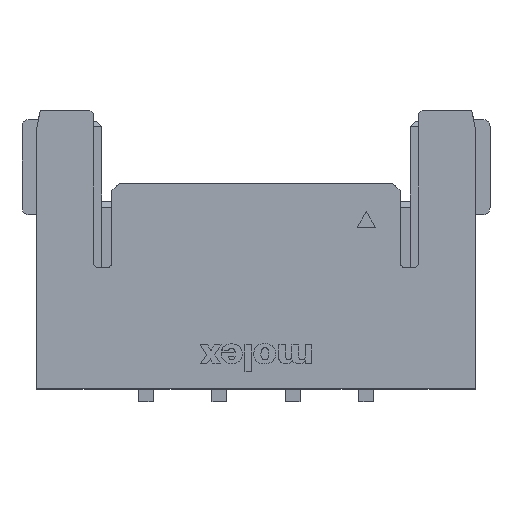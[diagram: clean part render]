
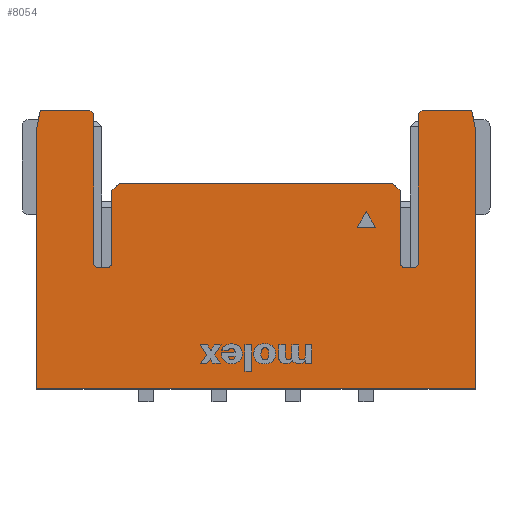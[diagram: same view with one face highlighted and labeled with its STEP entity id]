
A CAD part, top view. The second image highlights one B-rep face of the part: STEP entity #8054.
In plain terms, the highlighted planar face has unit normal (0, 0, 1).
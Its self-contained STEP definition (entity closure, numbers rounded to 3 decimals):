
#333=FACE_BOUND('',#969,.T.);
#340=CIRCLE('',#8644,0.15);
#342=CIRCLE('',#8648,0.15);
#344=CIRCLE('',#8656,0.15);
#346=CIRCLE('',#8660,0.15);
#525=FACE_OUTER_BOUND('',#968,.T.);
#968=EDGE_LOOP('',(#5492,#5493,#5494,#5495,#5496,#5497,#5498,#5499,#5500,
#5501,#5502,#5503,#5504,#5505,#5506,#5507,#5508,#5509,#5510,#5511,#5512,
#5513));
#969=EDGE_LOOP('',(#5514,#5515,#5516));
#1446=LINE('',#11354,#2414);
#1449=LINE('',#11359,#2417);
#1450=LINE('',#11361,#2418);
#1452=LINE('',#11367,#2420);
#1458=LINE('',#11384,#2426);
#1462=LINE('',#11396,#2430);
#1466=LINE('',#11402,#2434);
#1470=LINE('',#11411,#2438);
#1474=LINE('',#11418,#2442);
#1477=LINE('',#11429,#2445);
#1491=LINE('',#11461,#2459);
#1497=LINE('',#11472,#2465);
#1500=LINE('',#11478,#2468);
#1502=LINE('',#11481,#2470);
#1503=LINE('',#11483,#2471);
#1505=LINE('',#11487,#2473);
#1506=LINE('',#11489,#2474);
#1507=LINE('',#11491,#2475);
#1508=LINE('',#11493,#2476);
#1509=LINE('',#11495,#2477);
#1510=LINE('',#11496,#2478);
#2414=VECTOR('',#9263,10.);
#2417=VECTOR('',#9268,10.);
#2418=VECTOR('',#9271,10.);
#2420=VECTOR('',#9275,10.);
#2426=VECTOR('',#9289,10.);
#2430=VECTOR('',#9301,10.);
#2434=VECTOR('',#9307,10.);
#2438=VECTOR('',#9315,10.);
#2442=VECTOR('',#9321,10.);
#2445=VECTOR('',#9332,10.);
#2459=VECTOR('',#9360,10.);
#2465=VECTOR('',#9370,10.);
#2468=VECTOR('',#9375,10.);
#2470=VECTOR('',#9379,10.);
#2471=VECTOR('',#9382,10.);
#2473=VECTOR('',#9386,10.);
#2474=VECTOR('',#9387,10.);
#2475=VECTOR('',#9388,10.);
#2476=VECTOR('',#9389,10.);
#2477=VECTOR('',#9390,10.);
#2478=VECTOR('',#9391,10.);
#3374=VERTEX_POINT('',#11351);
#3375=VERTEX_POINT('',#11353);
#3376=VERTEX_POINT('',#11357);
#3378=VERTEX_POINT('',#11364);
#3379=VERTEX_POINT('',#11366);
#3381=VERTEX_POINT('',#11372);
#3383=VERTEX_POINT('',#11375);
#3385=VERTEX_POINT('',#11381);
#3387=VERTEX_POINT('',#11387);
#3389=VERTEX_POINT('',#11393);
#3393=VERTEX_POINT('',#11408);
#3396=VERTEX_POINT('',#11416);
#3397=VERTEX_POINT('',#11420);
#3399=VERTEX_POINT('',#11426);
#3401=VERTEX_POINT('',#11432);
#3410=VERTEX_POINT('',#11458);
#3411=VERTEX_POINT('',#11460);
#3414=VERTEX_POINT('',#11471);
#3415=VERTEX_POINT('',#11475);
#3416=VERTEX_POINT('',#11477);
#3417=VERTEX_POINT('',#11486);
#3418=VERTEX_POINT('',#11488);
#3419=VERTEX_POINT('',#11490);
#3420=VERTEX_POINT('',#11492);
#3421=VERTEX_POINT('',#11494);
#4168=EDGE_CURVE('',#3374,#3375,#1446,.T.);
#4171=EDGE_CURVE('',#3375,#3376,#1449,.T.);
#4172=EDGE_CURVE('',#3376,#3374,#1450,.T.);
#4174=EDGE_CURVE('',#3379,#3378,#1452,.T.);
#4178=EDGE_CURVE('',#3381,#3383,#340,.T.);
#4182=EDGE_CURVE('',#3385,#3381,#1458,.T.);
#4185=EDGE_CURVE('',#3387,#3385,#342,.T.);
#4188=EDGE_CURVE('',#3389,#3387,#1462,.T.);
#4192=EDGE_CURVE('',#3379,#3389,#1466,.T.);
#4196=EDGE_CURVE('',#3393,#3378,#1470,.T.);
#4200=EDGE_CURVE('',#3396,#3393,#1474,.T.);
#4202=EDGE_CURVE('',#3397,#3396,#344,.T.);
#4205=EDGE_CURVE('',#3399,#3397,#1477,.T.);
#4208=EDGE_CURVE('',#3401,#3399,#346,.T.);
#4221=EDGE_CURVE('',#3411,#3410,#1491,.T.);
#4227=EDGE_CURVE('',#3414,#3411,#1497,.T.);
#4230=EDGE_CURVE('',#3415,#3416,#1500,.T.);
#4232=EDGE_CURVE('',#3415,#3414,#1502,.T.);
#4233=EDGE_CURVE('',#3416,#3401,#1503,.T.);
#4235=EDGE_CURVE('',#3410,#3417,#1505,.T.);
#4236=EDGE_CURVE('',#3417,#3418,#1506,.T.);
#4237=EDGE_CURVE('',#3418,#3419,#1507,.T.);
#4238=EDGE_CURVE('',#3419,#3420,#1508,.T.);
#4239=EDGE_CURVE('',#3421,#3420,#1509,.T.);
#4240=EDGE_CURVE('',#3383,#3421,#1510,.T.);
#5492=ORIENTED_EDGE('',*,*,#4233,.F.);
#5493=ORIENTED_EDGE('',*,*,#4230,.F.);
#5494=ORIENTED_EDGE('',*,*,#4232,.T.);
#5495=ORIENTED_EDGE('',*,*,#4227,.T.);
#5496=ORIENTED_EDGE('',*,*,#4221,.T.);
#5497=ORIENTED_EDGE('',*,*,#4235,.T.);
#5498=ORIENTED_EDGE('',*,*,#4236,.T.);
#5499=ORIENTED_EDGE('',*,*,#4237,.T.);
#5500=ORIENTED_EDGE('',*,*,#4238,.T.);
#5501=ORIENTED_EDGE('',*,*,#4239,.F.);
#5502=ORIENTED_EDGE('',*,*,#4240,.F.);
#5503=ORIENTED_EDGE('',*,*,#4178,.F.);
#5504=ORIENTED_EDGE('',*,*,#4182,.F.);
#5505=ORIENTED_EDGE('',*,*,#4185,.F.);
#5506=ORIENTED_EDGE('',*,*,#4188,.F.);
#5507=ORIENTED_EDGE('',*,*,#4192,.F.);
#5508=ORIENTED_EDGE('',*,*,#4174,.T.);
#5509=ORIENTED_EDGE('',*,*,#4196,.F.);
#5510=ORIENTED_EDGE('',*,*,#4200,.F.);
#5511=ORIENTED_EDGE('',*,*,#4202,.F.);
#5512=ORIENTED_EDGE('',*,*,#4205,.F.);
#5513=ORIENTED_EDGE('',*,*,#4208,.F.);
#5514=ORIENTED_EDGE('',*,*,#4172,.F.);
#5515=ORIENTED_EDGE('',*,*,#4171,.F.);
#5516=ORIENTED_EDGE('',*,*,#4168,.F.);
#7730=PLANE('',#8671);
#8054=ADVANCED_FACE('',(#525,#333),#7730,.T.);
#8644=AXIS2_PLACEMENT_3D('',#11376,#9281,#9282);
#8648=AXIS2_PLACEMENT_3D('',#11390,#9294,#9295);
#8656=AXIS2_PLACEMENT_3D('',#11423,#9325,#9326);
#8660=AXIS2_PLACEMENT_3D('',#11435,#9337,#9338);
#8671=AXIS2_PLACEMENT_3D('',#11485,#9384,#9385);
#9263=DIRECTION('',(1.,0.,0.));
#9268=DIRECTION('',(-0.5,0.866,0.));
#9271=DIRECTION('',(-0.5,-0.866,0.));
#9275=DIRECTION('',(-1.,0.,0.));
#9281=DIRECTION('center_axis',(0.,0.,1.));
#9282=DIRECTION('ref_axis',(1.,0.,0.));
#9289=DIRECTION('',(1.,0.,0.));
#9294=DIRECTION('center_axis',(0.,0.,1.));
#9295=DIRECTION('ref_axis',(1.,0.,0.));
#9301=DIRECTION('',(0.,-1.,0.));
#9307=DIRECTION('',(0.707,-0.707,0.));
#9315=DIRECTION('',(0.707,0.707,0.));
#9321=DIRECTION('',(0.,1.,0.));
#9325=DIRECTION('center_axis',(0.,0.,1.));
#9326=DIRECTION('ref_axis',(1.,0.,0.));
#9332=DIRECTION('',(1.,0.,0.));
#9337=DIRECTION('center_axis',(0.,0.,1.));
#9338=DIRECTION('ref_axis',(1.,0.,0.));
#9360=DIRECTION('',(0.,-1.,0.));
#9370=DIRECTION('',(-0.196,-0.981,0.));
#9375=DIRECTION('',(0.707,-0.707,0.));
#9379=DIRECTION('',(-1.,0.,0.));
#9382=DIRECTION('',(0.,-1.,0.));
#9384=DIRECTION('center_axis',(0.,0.,1.));
#9385=DIRECTION('ref_axis',(0.,-1.,0.));
#9386=DIRECTION('',(1.,0.,0.));
#9387=DIRECTION('',(0.,1.,0.));
#9388=DIRECTION('',(-0.196,0.981,0.));
#9389=DIRECTION('',(-1.,0.,0.));
#9390=DIRECTION('',(0.707,0.707,0.));
#9391=DIRECTION('',(0.,1.,0.));
#11351=CARTESIAN_POINT('',(2.755,-1.05,1.48));
#11353=CARTESIAN_POINT('',(3.255,-1.05,1.48));
#11354=CARTESIAN_POINT('',(1.378,-1.05,1.48));
#11357=CARTESIAN_POINT('',(3.005,-0.617,1.48));
#11359=CARTESIAN_POINT('',(2.621,0.048,1.48));
#11361=CARTESIAN_POINT('',(2.763,-1.036,1.48));
#11364=CARTESIAN_POINT('',(-3.725,0.15,1.48));
#11366=CARTESIAN_POINT('',(3.725,0.15,1.48));
#11367=CARTESIAN_POINT('',(2.1,0.15,1.48));
#11372=CARTESIAN_POINT('',(4.275,-2.15,1.48));
#11375=CARTESIAN_POINT('',(4.425,-2.,1.48));
#11376=CARTESIAN_POINT('Origin',(4.275,-2.,1.48));
#11381=CARTESIAN_POINT('',(4.075,-2.15,1.48));
#11384=CARTESIAN_POINT('',(2.038,-2.15,1.48));
#11387=CARTESIAN_POINT('',(3.925,-2.,1.48));
#11390=CARTESIAN_POINT('Origin',(4.075,-2.,1.48));
#11393=CARTESIAN_POINT('',(3.925,-0.05,1.48));
#11396=CARTESIAN_POINT('',(3.925,-0.025,1.48));
#11402=CARTESIAN_POINT('',(2.831,1.044,1.48));
#11408=CARTESIAN_POINT('',(-3.925,-0.05,1.48));
#11411=CARTESIAN_POINT('',(-2.931,0.944,1.48));
#11416=CARTESIAN_POINT('',(-3.925,-2.,1.48));
#11418=CARTESIAN_POINT('',(-3.925,-1.,1.48));
#11420=CARTESIAN_POINT('',(-4.075,-2.15,1.48));
#11423=CARTESIAN_POINT('Origin',(-4.075,-2.,1.48));
#11426=CARTESIAN_POINT('',(-4.275,-2.15,1.48));
#11429=CARTESIAN_POINT('',(-2.138,-2.15,1.48));
#11432=CARTESIAN_POINT('',(-4.425,-2.,1.48));
#11435=CARTESIAN_POINT('Origin',(-4.275,-2.,1.48));
#11458=CARTESIAN_POINT('',(-5.975,-5.45,1.48));
#11460=CARTESIAN_POINT('',(-5.975,1.65,1.48));
#11461=CARTESIAN_POINT('',(-5.975,0.825,1.48));
#11471=CARTESIAN_POINT('',(-5.875,2.15,1.48));
#11472=CARTESIAN_POINT('',(-5.969,1.681,1.48));
#11475=CARTESIAN_POINT('',(-4.525,2.15,1.48));
#11477=CARTESIAN_POINT('',(-4.425,2.05,1.48));
#11478=CARTESIAN_POINT('',(-2.856,0.481,1.48));
#11481=CARTESIAN_POINT('',(-2.15,2.15,1.48));
#11483=CARTESIAN_POINT('',(-4.425,1.075,1.48));
#11485=CARTESIAN_POINT('Origin',(0.,0.,1.48));
#11486=CARTESIAN_POINT('',(5.975,-5.45,1.48));
#11487=CARTESIAN_POINT('',(-2.988,-5.45,1.48));
#11488=CARTESIAN_POINT('',(5.975,1.65,1.48));
#11489=CARTESIAN_POINT('',(5.975,-2.725,1.48));
#11490=CARTESIAN_POINT('',(5.875,2.15,1.48));
#11491=CARTESIAN_POINT('',(6.019,1.431,1.48));
#11492=CARTESIAN_POINT('',(4.525,2.15,1.48));
#11493=CARTESIAN_POINT('',(2.938,2.15,1.48));
#11494=CARTESIAN_POINT('',(4.425,2.05,1.48));
#11495=CARTESIAN_POINT('',(2.806,0.431,1.48));
#11496=CARTESIAN_POINT('',(4.425,1.075,1.48));
